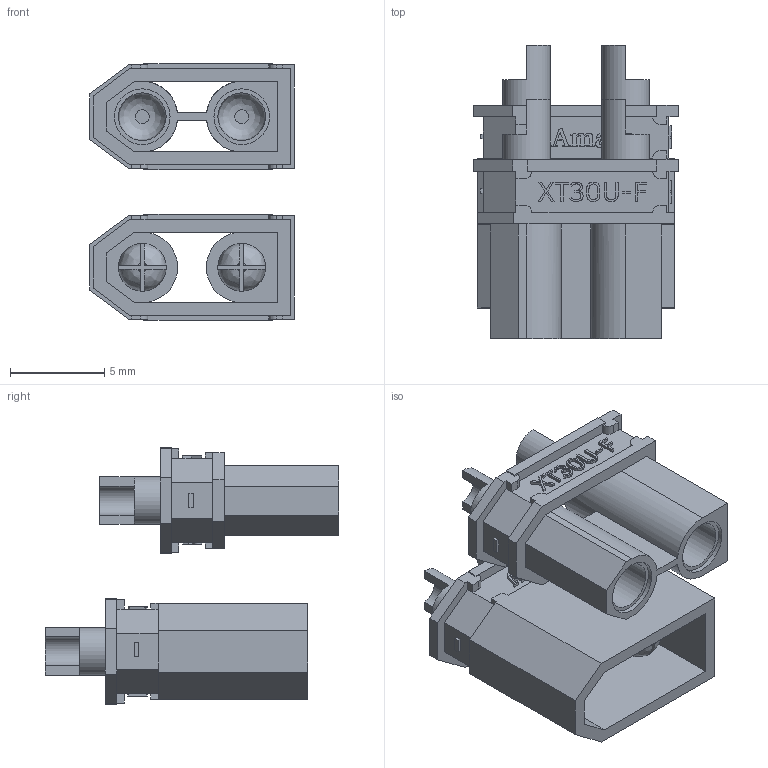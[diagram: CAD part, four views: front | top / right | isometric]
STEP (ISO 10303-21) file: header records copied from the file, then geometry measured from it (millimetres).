
FILE_DESCRIPTION(/* description */ (''),/* implementation_level */ '2;1');
FILE_NAME(/* name */ 'XT30U v1.step',/* time_stamp */ '2023-07-11T11:34:08+09:00',/* author */ (''),/* organization */ (''),/* preprocessor_version */ 'ST-DEVELOPER v19.2',/* originating_system */ 'Autodesk Translation Framework v12.6.0.85',/* authorisation */ '');
FILE_SCHEMA (('AUTOMOTIVE_DESIGN { 1 0 10303 214 3 1 1 }'));
Length unit declared in the file: millimetre
Products named in the file (1): XT30U
Bounding box: 10.87 x 15.61 x 13.62 mm (x, y, z)
Volume: 524.5 mm3; surface area: 1550.5 mm2
Topology: 2 solids, 2 shells, 1064 faces, 3105 edges, 2083 vertices
Faces by surface type: bspline 578, plane 444, cylinder 34, cone 8
Full cylindrical faces by diameter (mm): 1.53 x4, 2.53 x8, 2.95 x2
Entity records: 40528 total; most frequent: CARTESIAN_POINT 16354, ORIENTED_EDGE 6194, EDGE_CURVE 3097, DIRECTION 2966, VERTEX_POINT 2079, LINE 1756, VECTOR 1756, B_SPLINE_CURVE_WITH_KNOTS 1207
